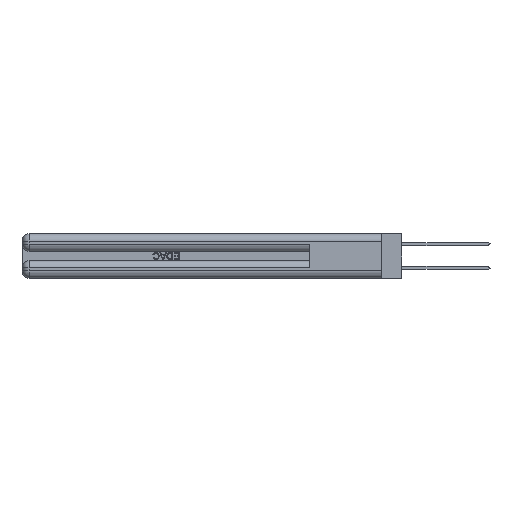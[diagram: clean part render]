
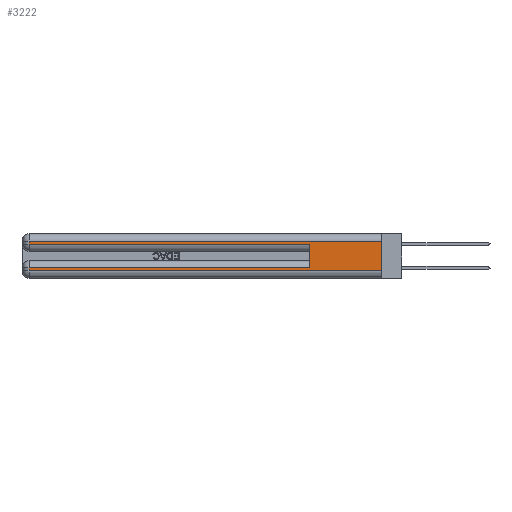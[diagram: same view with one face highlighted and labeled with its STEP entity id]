
A CAD part, left-side view. The second image highlights one B-rep face of the part: STEP entity #3222.
In plain terms, the highlighted planar face has unit normal (-1, 0, 0).
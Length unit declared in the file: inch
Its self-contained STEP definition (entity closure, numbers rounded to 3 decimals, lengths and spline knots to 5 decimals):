
#1298 = ORIENTED_EDGE ( 'NONE', *, *, #22636, .T. ) ;
#1360 = DIRECTION ( 'NONE',  ( 0., 0., 1. ) ) ;
#1657 = DIRECTION ( 'NONE',  ( 0., 1., 0. ) ) ;
#3222 = ADVANCED_FACE ( 'NONE', ( #34957 ), #30413, .F. ) ;
#3240 = LINE ( 'NONE', #44012, #21146 ) ;
#3748 = CARTESIAN_POINT ( 'NONE',  ( 0., 2.94, 0.37 ) ) ;
#4844 = VERTEX_POINT ( 'NONE', #21947 ) ;
#5121 = CARTESIAN_POINT ( 'NONE',  ( 0., 2.94, 0.37 ) ) ;
#5856 = VERTEX_POINT ( 'NONE', #28076 ) ;
#6195 = CARTESIAN_POINT ( 'NONE',  ( 0., 0., 0.37 ) ) ;
#6403 = CARTESIAN_POINT ( 'NONE',  ( 0., 0., 0.085 ) ) ;
#6481 = ORIENTED_EDGE ( 'NONE', *, *, #46075, .T. ) ;
#6527 = EDGE_CURVE ( 'NONE', #40588, #10744, #8388, .T. ) ;
#7389 = CARTESIAN_POINT ( 'NONE',  ( 0., 0., 0.06 ) ) ;
#7644 = EDGE_CURVE ( 'NONE', #17650, #5856, #26651, .T. ) ;
#7794 = CARTESIAN_POINT ( 'NONE',  ( 0., 0., 0.31 ) ) ;
#8388 = LINE ( 'NONE', #6195, #16742 ) ;
#8729 = DIRECTION ( 'NONE',  ( 0., 0., -1. ) ) ;
#10744 = VERTEX_POINT ( 'NONE', #7389 ) ;
#11276 = EDGE_LOOP ( 'NONE', ( #39181, #44713, #30372, #1298, #30461, #6481, #37195, #37285 ) ) ;
#11348 = CARTESIAN_POINT ( 'NONE',  ( 0., 2.94, 0.06 ) ) ;
#11857 = LINE ( 'NONE', #42677, #27477 ) ;
#12056 = AXIS2_PLACEMENT_3D ( 'NONE', #40935, #37603, #16220 ) ;
#13539 = VECTOR ( 'NONE', #14565, 39.37008 ) ;
#13578 = LINE ( 'NONE', #36780, #21958 ) ;
#13590 = DIRECTION ( 'NONE',  ( 0., 1., 0. ) ) ;
#13831 = LINE ( 'NONE', #26654, #31673 ) ;
#14159 = CARTESIAN_POINT ( 'NONE',  ( 0., 2.94, 0.085 ) ) ;
#14565 = DIRECTION ( 'NONE',  ( 0., 0., -1. ) ) ;
#16220 = DIRECTION ( 'NONE',  ( 0., 0., -1. ) ) ;
#16742 = VECTOR ( 'NONE', #31307, 39.37008 ) ;
#17456 = CARTESIAN_POINT ( 'NONE',  ( 0., 0.6, 0.285 ) ) ;
#17650 = VERTEX_POINT ( 'NONE', #32238 ) ;
#18859 = VERTEX_POINT ( 'NONE', #17456 ) ;
#19954 = EDGE_CURVE ( 'NONE', #32629, #38298, #23031, .T. ) ;
#21146 = VECTOR ( 'NONE', #1360, 39.37008 ) ;
#21947 = CARTESIAN_POINT ( 'NONE',  ( 0., 0.6, 0.085 ) ) ;
#21958 = VECTOR ( 'NONE', #40269, 39.37008 ) ;
#22636 = EDGE_CURVE ( 'NONE', #5856, #18859, #13578, .T. ) ;
#22977 = EDGE_CURVE ( 'NONE', #38298, #10744, #11857, .T. ) ;
#23031 = LINE ( 'NONE', #3748, #13539 ) ;
#26651 = LINE ( 'NONE', #5121, #44376 ) ;
#26654 = CARTESIAN_POINT ( 'NONE',  ( 0., 0., 0.31 ) ) ;
#27477 = VECTOR ( 'NONE', #28446, 39.37008 ) ;
#28076 = CARTESIAN_POINT ( 'NONE',  ( 0., 2.94, 0.285 ) ) ;
#28446 = DIRECTION ( 'NONE',  ( 0., -1., 0. ) ) ;
#28547 = VECTOR ( 'NONE', #13590, 39.37008 ) ;
#30372 = ORIENTED_EDGE ( 'NONE', *, *, #7644, .T. ) ;
#30413 = PLANE ( 'NONE',  #12056 ) ;
#30461 = ORIENTED_EDGE ( 'NONE', *, *, #31543, .F. ) ;
#31307 = DIRECTION ( 'NONE',  ( 0., 0., -1. ) ) ;
#31543 = EDGE_CURVE ( 'NONE', #4844, #18859, #3240, .T. ) ;
#31673 = VECTOR ( 'NONE', #1657, 39.37008 ) ;
#32238 = CARTESIAN_POINT ( 'NONE',  ( 0., 2.94, 0.31 ) ) ;
#32629 = VERTEX_POINT ( 'NONE', #14159 ) ;
#34957 = FACE_OUTER_BOUND ( 'NONE', #11276, .T. ) ;
#36780 = CARTESIAN_POINT ( 'NONE',  ( 0., 0., 0.285 ) ) ;
#37195 = ORIENTED_EDGE ( 'NONE', *, *, #19954, .T. ) ;
#37285 = ORIENTED_EDGE ( 'NONE', *, *, #22977, .T. ) ;
#37603 = DIRECTION ( 'NONE',  ( 1., 0., 0. ) ) ;
#38035 = LINE ( 'NONE', #6403, #28547 ) ;
#38298 = VERTEX_POINT ( 'NONE', #11348 ) ;
#39181 = ORIENTED_EDGE ( 'NONE', *, *, #6527, .F. ) ;
#39571 = EDGE_CURVE ( 'NONE', #40588, #17650, #13831, .T. ) ;
#40269 = DIRECTION ( 'NONE',  ( 0., -1., 0. ) ) ;
#40588 = VERTEX_POINT ( 'NONE', #7794 ) ;
#40935 = CARTESIAN_POINT ( 'NONE',  ( 0., 0., 0.37 ) ) ;
#42677 = CARTESIAN_POINT ( 'NONE',  ( 0., 0., 0.06 ) ) ;
#44012 = CARTESIAN_POINT ( 'NONE',  ( 0., 0.6, 0.145 ) ) ;
#44376 = VECTOR ( 'NONE', #8729, 39.37008 ) ;
#44713 = ORIENTED_EDGE ( 'NONE', *, *, #39571, .T. ) ;
#46075 = EDGE_CURVE ( 'NONE', #4844, #32629, #38035, .T. ) ;
